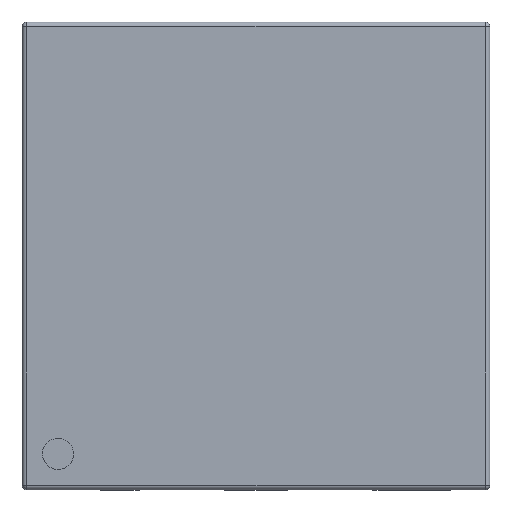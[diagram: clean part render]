
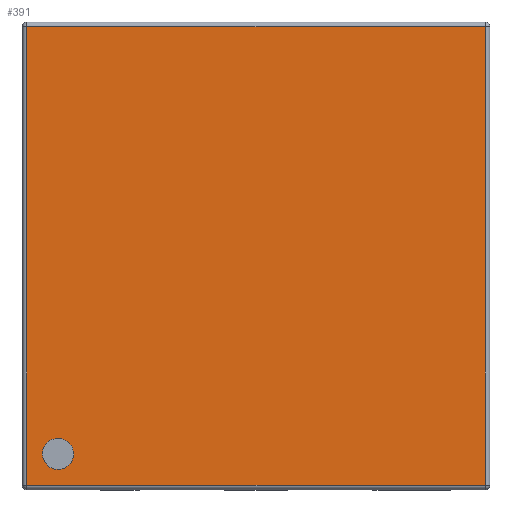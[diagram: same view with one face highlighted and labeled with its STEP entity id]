
A CAD part, top view. The second image highlights one B-rep face of the part: STEP entity #391.
In plain terms, the highlighted planar face has unit normal (0, 0, 1).
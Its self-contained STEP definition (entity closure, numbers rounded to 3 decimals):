
#94 = EDGE_CURVE ( 'NONE', #714, #137, #1062, .T. ) ;
#131 = ORIENTED_EDGE ( 'NONE', *, *, #1046, .T. ) ;
#137 = VERTEX_POINT ( 'NONE', #506 ) ;
#142 = CARTESIAN_POINT ( 'NONE',  ( 0., 0.001, 0.4 ) ) ;
#152 = LINE ( 'NONE', #917, #1452 ) ;
#157 = EDGE_CURVE ( 'NONE', #1753, #1280, #743, .T. ) ;
#182 = CARTESIAN_POINT ( 'NONE',  ( -0.685, -0.641, 0.4 ) ) ;
#196 = CARTESIAN_POINT ( 'NONE',  ( -0.685, -0.626, 0.4 ) ) ;
#204 = CARTESIAN_POINT ( 'NONE',  ( -0.585, -0.619, 0.4 ) ) ;
#231 = CARTESIAN_POINT ( 'NONE',  ( -0.6, -0.589, 0.4 ) ) ;
#243 = ORIENTED_EDGE ( 'NONE', *, *, #94, .T. ) ;
#271 = CARTESIAN_POINT ( 'NONE',  ( 0.735, -0.734, 0.4 ) ) ;
#316 = DIRECTION ( 'NONE',  ( -1., 0., 0. ) ) ;
#344 = CARTESIAN_POINT ( 'NONE',  ( -0.648, -0.689, 0.4 ) ) ;
#391 = ADVANCED_FACE ( 'NONE', ( #1320, #1902 ), #1041, .T. ) ;
#416 = B_SPLINE_CURVE_WITH_KNOTS ( 'NONE', 3,
 ( #1534, #196, #1829, #1558, #231, #204, #482 ),
 .UNSPECIFIED., .F., .F.,
 ( 4, 1, 1, 1, 4 ),
 ( 0.5, 0.571, 0.714, 0.857, 1. ),
 .UNSPECIFIED. ) ;
#429 = DIRECTION ( 'NONE',  ( 1., 0., 0. ) ) ;
#435 = EDGE_CURVE ( 'NONE', #137, #1629, #152, .T. ) ;
#457 = EDGE_LOOP ( 'NONE', ( #131, #243, #1693, #1471 ) ) ;
#476 = CARTESIAN_POINT ( 'NONE',  ( -0.685, -0.634, 0.4 ) ) ;
#482 = CARTESIAN_POINT ( 'NONE',  ( -0.585, -0.634, 0.4 ) ) ;
#506 = CARTESIAN_POINT ( 'NONE',  ( -0.735, 0.736, 0.4 ) ) ;
#554 = EDGE_LOOP ( 'NONE', ( #1870, #1308 ) ) ;
#609 = EDGE_CURVE ( 'NONE', #1280, #1753, #416, .T. ) ;
#628 = CARTESIAN_POINT ( 'NONE',  ( -0.585, -0.649, 0.4 ) ) ;
#637 = VECTOR ( 'NONE', #316, 1000. ) ;
#639 = VECTOR ( 'NONE', #1179, 1000. ) ;
#714 = VERTEX_POINT ( 'NONE', #1136 ) ;
#725 = EDGE_CURVE ( 'NONE', #1629, #1037, #1469, .T. ) ;
#743 = B_SPLINE_CURVE_WITH_KNOTS ( 'NONE', 3,
 ( #1078, #628, #1224, #344, #1828, #182, #476 ),
 .UNSPECIFIED., .F., .F.,
 ( 4, 1, 1, 1, 4 ),
 ( 0., 0.143, 0.286, 0.429, 0.5 ),
 .UNSPECIFIED. ) ;
#826 = CARTESIAN_POINT ( 'NONE',  ( 0.735, 0.001, 0.4 ) ) ;
#917 = CARTESIAN_POINT ( 'NONE',  ( -0.735, 0.001, 0.4 ) ) ;
#968 = LINE ( 'NONE', #826, #1778 ) ;
#969 = CARTESIAN_POINT ( 'NONE',  ( -0.585, -0.634, 0.4 ) ) ;
#1037 = VERTEX_POINT ( 'NONE', #271 ) ;
#1041 = PLANE ( 'NONE',  #1513 ) ;
#1046 = EDGE_CURVE ( 'NONE', #1037, #714, #968, .T. ) ;
#1062 = LINE ( 'NONE', #1639, #637 ) ;
#1078 = CARTESIAN_POINT ( 'NONE',  ( -0.585, -0.634, 0.4 ) ) ;
#1136 = CARTESIAN_POINT ( 'NONE',  ( 0.735, 0.736, 0.4 ) ) ;
#1179 = DIRECTION ( 'NONE',  ( 1., 0., 0. ) ) ;
#1190 = DIRECTION ( 'NONE',  ( 0., -1., 0. ) ) ;
#1224 = CARTESIAN_POINT ( 'NONE',  ( -0.6, -0.678, 0.4 ) ) ;
#1280 = VERTEX_POINT ( 'NONE', #1437 ) ;
#1308 = ORIENTED_EDGE ( 'NONE', *, *, #609, .T. ) ;
#1320 = FACE_OUTER_BOUND ( 'NONE', #457, .T. ) ;
#1427 = CARTESIAN_POINT ( 'NONE',  ( -0.735, -0.734, 0.4 ) ) ;
#1437 = CARTESIAN_POINT ( 'NONE',  ( -0.685, -0.634, 0.4 ) ) ;
#1452 = VECTOR ( 'NONE', #1190, 1000. ) ;
#1469 = LINE ( 'NONE', #1894, #639 ) ;
#1471 = ORIENTED_EDGE ( 'NONE', *, *, #725, .T. ) ;
#1483 = DIRECTION ( 'NONE',  ( 0., 0., 1. ) ) ;
#1513 = AXIS2_PLACEMENT_3D ( 'NONE', #142, #1483, #429 ) ;
#1534 = CARTESIAN_POINT ( 'NONE',  ( -0.685, -0.634, 0.4 ) ) ;
#1558 = CARTESIAN_POINT ( 'NONE',  ( -0.648, -0.578, 0.4 ) ) ;
#1559 = DIRECTION ( 'NONE',  ( 0., 1., 0. ) ) ;
#1629 = VERTEX_POINT ( 'NONE', #1427 ) ;
#1639 = CARTESIAN_POINT ( 'NONE',  ( 0., 0.736, 0.4 ) ) ;
#1693 = ORIENTED_EDGE ( 'NONE', *, *, #435, .T. ) ;
#1753 = VERTEX_POINT ( 'NONE', #969 ) ;
#1778 = VECTOR ( 'NONE', #1559, 1000. ) ;
#1828 = CARTESIAN_POINT ( 'NONE',  ( -0.68, -0.664, 0.4 ) ) ;
#1829 = CARTESIAN_POINT ( 'NONE',  ( -0.68, -0.604, 0.4 ) ) ;
#1870 = ORIENTED_EDGE ( 'NONE', *, *, #157, .T. ) ;
#1894 = CARTESIAN_POINT ( 'NONE',  ( 0., -0.734, 0.4 ) ) ;
#1902 = FACE_BOUND ( 'NONE', #554, .T. ) ;
